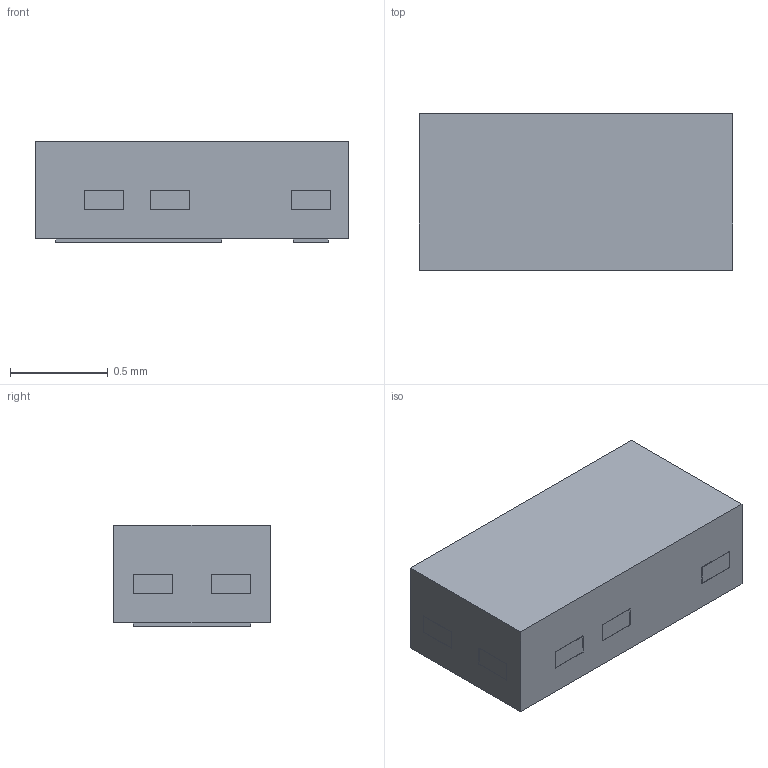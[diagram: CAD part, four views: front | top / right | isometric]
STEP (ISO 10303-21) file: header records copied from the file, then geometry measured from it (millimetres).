
FILE_DESCRIPTION( ('This file contains a STEP AP42 implementation' ,'as created by ZW3D STEP Interface translator.') ,'2;1' );
FILE_NAME( 'DFN_2L_1.6x0.8mm_P0.85mm_L.stp' ,'23 3 4. 04820', (''), ('ZWCAD Software Co.'), 'Version 1.0', 'ZW3D to STEP translator', '' );
FILE_SCHEMA(('AUTOMOTIVE_DESIGN { 1 0 10303 214 1 1 1 1 }'));
Length unit declared in the file: millimetre
Products named in the file (2): 0; DFN_2L_1.6x0.8mm_P0.85mm_L
Bounding box: 1.6 x 0.8 x 0.52 mm (x, y, z)
Volume: 0.7 mm3; surface area: 6.7 mm2
Topology: 13 solids, 13 shells, 78 faces, 156 edges, 104 vertices
Faces by surface type: plane 78
Entity records: 2071 total; most frequent: CARTESIAN_POINT 339, DIRECTION 314, ORIENTED_EDGE 312, VECTOR 156, LINE 156, EDGE_CURVE 156, VERTEX_POINT 104, AXIS2_PLACEMENT_3D 79
